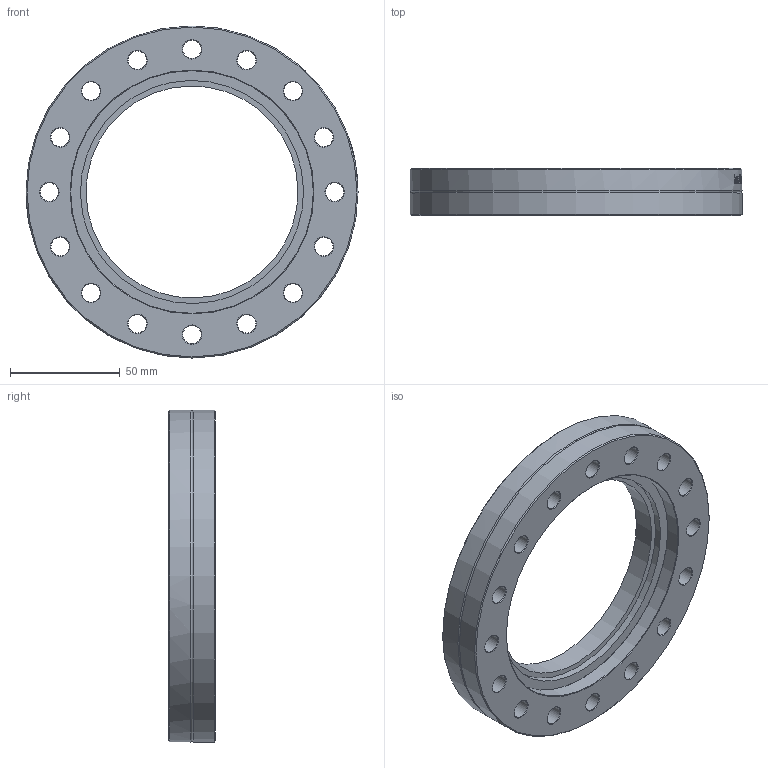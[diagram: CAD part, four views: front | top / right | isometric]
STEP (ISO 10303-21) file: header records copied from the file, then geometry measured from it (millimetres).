
FILE_DESCRIPTION(/* description */ (''),/* implementation_level */ '2;1');
FILE_NAME(/* name */ 'FL-100CFR-102.stp',/* time_stamp */ '2018-01-17T10:50:44+00:00',/* author */ ('paul'),/* organization */ (''),/* preprocessor_version */ 'ST-DEVELOPER v16.13',/* originating_system */ 'Autodesk Inventor 2018',/* authorisation */ '');
FILE_SCHEMA (('AUTOMOTIVE_DESIGN { 1 0 10303 214 3 1 1 }'));
Length unit declared in the file: millimetre
Products named in the file (3): FL-100CFR-102; FL-100CF rotatable outer; FL-100CF rotatable inner bored for 101.6 OD tube
Assembly tree (2 placements, depth 2):
  FL-100CFR-102
    FL-100CF rotatable outer
    FL-100CF rotatable inner bored for 101.6 OD tube
Bounding box: 151.6 x 21.4 x 151.6 mm (x, y, z)
Volume: 185102.1 mm3; surface area: 58719.3 mm2
Topology: 2 solids, 2 shells, 164 faces, 430 edges, 279 vertices
Faces by surface type: bspline 53, cone 40, plane 37, cylinder 33, torus 1
Full cylindrical faces by diameter (mm): 8.4 x16, 96.8 x1, 101.9 x1, 110.8 x1, 120.4 x1, 120.6 x1, 151.6 x2
Entity records: 16269 total; most frequent: CARTESIAN_POINT 12620, ORIENTED_EDGE 700, DIRECTION 639, EDGE_CURVE 350, EDGE_LOOP 271, AXIS2_PLACEMENT_3D 262, VERTEX_POINT 261, FACE_OUTER_BOUND 164
